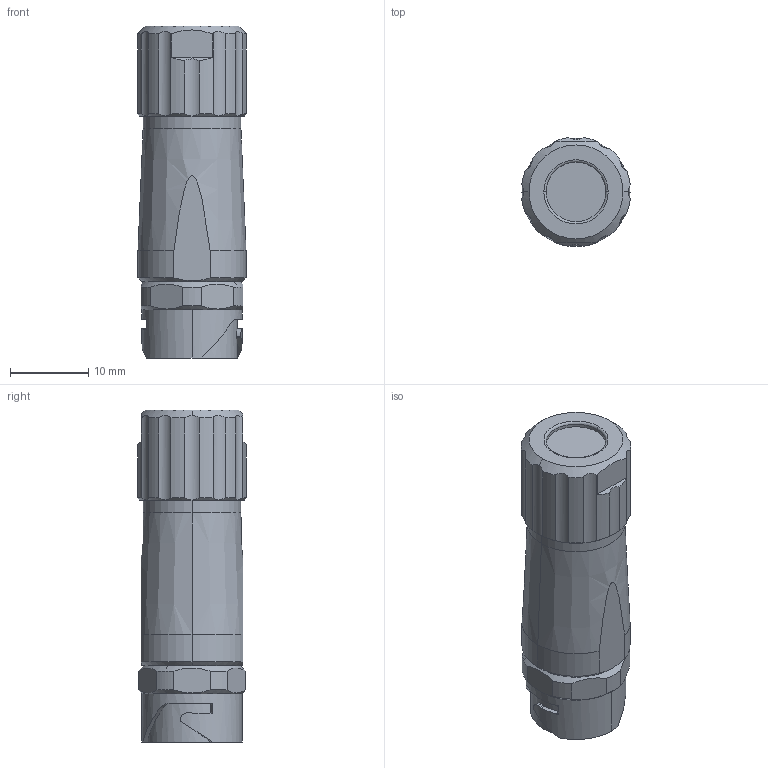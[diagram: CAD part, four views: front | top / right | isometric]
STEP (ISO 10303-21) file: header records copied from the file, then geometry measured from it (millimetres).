
FILE_DESCRIPTION(('CoCreate Modeling STEP Export'),'2;1');
FILE_NAME('LF10WBJ-4P.stp','2012-05-08T18:21:24',(''),(''),'CoCreate Modeling STEP processor for AP214 (Solid Model)','CoCreate Modeling 17.0 01-Apr-2010 (C) Parametric Technology GmbH','');
FILE_SCHEMA(('AUTOMOTIVE_DESIGN { 1 0 10303 214 1 1 1 1 }'));
Length unit declared in the file: millimetre
Products named in the file (1): LF10WBJ-4P
Bounding box: 13.88 x 13.88 x 42.4 mm (x, y, z)
Volume: 5267.1 mm3; surface area: 2382.5 mm2
Topology: 1 solids, 1 shells, 134 faces, 346 edges, 221 vertices
Faces by surface type: cylinder 56, plane 34, cone 28, bspline 14, torus 2
Entity records: 8037 total; most frequent: CARTESIAN_POINT 5248, ORIENTED_EDGE 692, DIRECTION 396, EDGE_CURVE 346, VERTEX_POINT 221, EDGE_LOOP 141, AXIS2_PLACEMENT_3D 138, FACE_OUTER_BOUND 134
